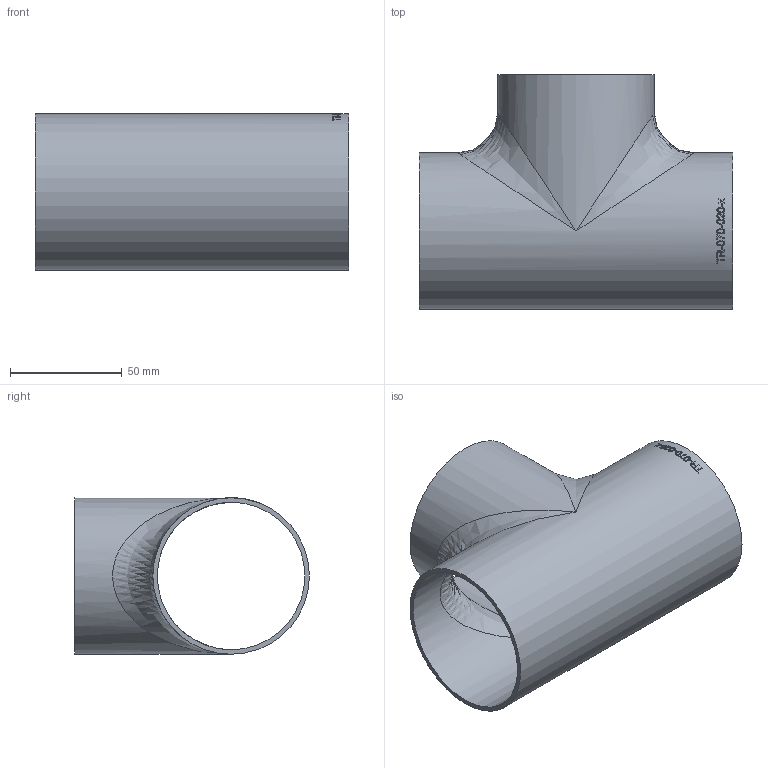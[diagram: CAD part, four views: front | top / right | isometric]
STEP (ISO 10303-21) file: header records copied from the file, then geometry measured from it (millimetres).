
FILE_DESCRIPTION (( 'STEP AP214' ), '1' );
FILE_NAME ('TR-070-020-x T-Stück Ø70,0x2,0 BL140 1909.STEP', '2019-09-30T08:07:18', ( '' ), ( '' ), 'SwSTEP 2.0', 'SolidWorks 2016', '' );
FILE_SCHEMA (( 'AUTOMOTIVE_DESIGN' ));
Length unit declared in the file: millimetre
Products named in the file (1): TR-070-020-x T-Stück Ø70,0x2,0 BL140 1909
Bounding box: 140 x 105 x 70 mm (x, y, z)
Volume: 70272.6 mm3; surface area: 71562.8 mm2
Topology: 1 solids, 1 shells, 156 faces, 407 edges, 270 vertices
Faces by surface type: bspline 89, plane 44, cylinder 21, torus 2
Full cylindrical faces by diameter (mm): 66 x2, 70 x2
Entity records: 18645 total; most frequent: CARTESIAN_POINT 14152, ORIENTED_EDGE 796, EDGE_CURVE 398, DIRECTION 343, VERTEX_POINT 266, B_SPLINE_CURVE_WITH_KNOTS 255, EDGE_LOOP 182, FACE_OUTER_BOUND 160
